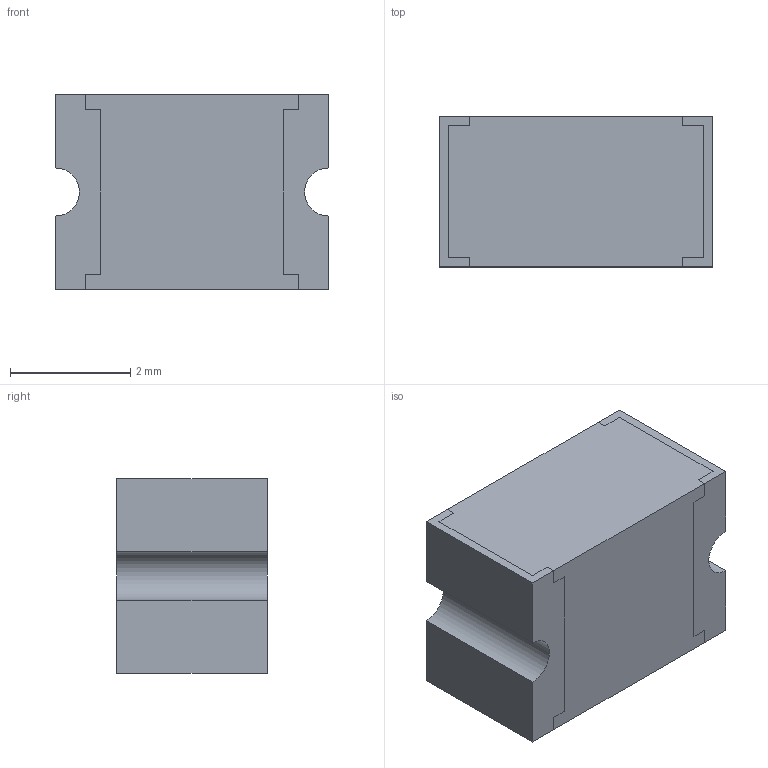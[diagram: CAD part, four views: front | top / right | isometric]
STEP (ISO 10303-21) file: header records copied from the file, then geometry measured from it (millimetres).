
FILE_DESCRIPTION (( 'STEP AP214' ), '1' );
FILE_NAME ('1812L300_24SLER.STEP', '2023-03-03T10:43:00', ( '' ), ( '' ), 'SwSTEP 2.0', 'SolidWorks 2021', '' );
FILE_SCHEMA (( 'AUTOMOTIVE_DESIGN' ));
Length unit declared in the file: millimetre
Products named in the file (1): 1812L300_24SLER
Bounding box: 4.55 x 2.5 x 3.24 mm (x, y, z)
Volume: 35.6 mm3; surface area: 118 mm2
Topology: 3 solids, 3 shells, 78 faces, 216 edges, 144 vertices
Faces by surface type: plane 72, cylinder 6
Entity records: 2504 total; most frequent: CARTESIAN_POINT 439, ORIENTED_EDGE 432, DIRECTION 386, EDGE_CURVE 216, VECTOR 204, LINE 204, VERTEX_POINT 144, AXIS2_PLACEMENT_3D 91
